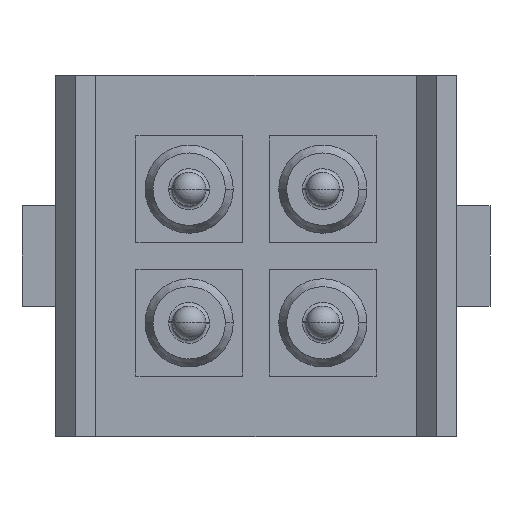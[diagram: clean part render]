
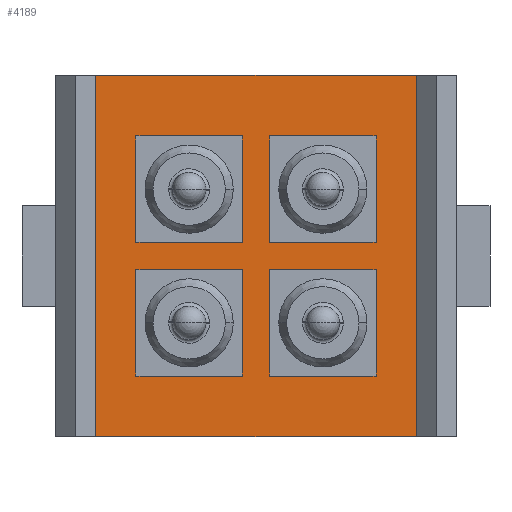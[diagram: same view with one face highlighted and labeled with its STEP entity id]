
A CAD part, front view. The second image highlights one B-rep face of the part: STEP entity #4189.
In plain terms, the highlighted planar face has unit normal (0, -1, 0).
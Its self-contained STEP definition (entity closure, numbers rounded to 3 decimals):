
#4189=ADVANCED_FACE('',(#8258,#8259,#8260,#8261,#8262),#8263,.T.);
#4479=EDGE_CURVE('',#8672,#8675,#8676,.T.);
#4499=EDGE_CURVE('',#8702,#8699,#8703,.T.);
#4507=EDGE_CURVE('',#8702,#8672,#8712,.T.);
#4509=EDGE_CURVE('',#8699,#8675,#8714,.T.);
#4511=EDGE_CURVE('',#8716,#8717,#8718,.T.);
#4513=EDGE_CURVE('',#8720,#8716,#8721,.T.);
#4515=EDGE_CURVE('',#8723,#8720,#8724,.T.);
#4517=EDGE_CURVE('',#8717,#8723,#8726,.T.);
#4519=EDGE_CURVE('',#8728,#8729,#8730,.T.);
#4521=EDGE_CURVE('',#8732,#8728,#8733,.T.);
#4523=EDGE_CURVE('',#8735,#8732,#8736,.T.);
#4525=EDGE_CURVE('',#8729,#8735,#8738,.T.);
#4527=EDGE_CURVE('',#8740,#8741,#8742,.T.);
#4529=EDGE_CURVE('',#8744,#8740,#8745,.T.);
#4531=EDGE_CURVE('',#8747,#8744,#8748,.T.);
#4533=EDGE_CURVE('',#8741,#8747,#8750,.T.);
#4535=EDGE_CURVE('',#8752,#8753,#8754,.T.);
#4537=EDGE_CURVE('',#8756,#8752,#8757,.T.);
#4539=EDGE_CURVE('',#8759,#8756,#8760,.T.);
#4541=EDGE_CURVE('',#8753,#8759,#8762,.T.);
#8258=FACE_OUTER_BOUND('',#20226,.T.);
#8259=FACE_BOUND('',#20227,.T.);
#8260=FACE_BOUND('',#20228,.T.);
#8261=FACE_BOUND('',#20229,.T.);
#8262=FACE_BOUND('',#20230,.T.);
#8263=PLANE('',#20231);
#8672=VERTEX_POINT('',#20823);
#8675=VERTEX_POINT('',#20828);
#8676=LINE('',#20829,#20830);
#8699=VERTEX_POINT('',#20870);
#8702=VERTEX_POINT('',#20875);
#8703=LINE('',#20876,#20877);
#8712=LINE('',#20893,#20894);
#8714=LINE('',#20897,#20898);
#8716=VERTEX_POINT('',#20901);
#8717=VERTEX_POINT('',#20902);
#8718=LINE('',#20903,#20904);
#8720=VERTEX_POINT('',#20907);
#8721=LINE('',#20908,#20909);
#8723=VERTEX_POINT('',#20912);
#8724=LINE('',#20913,#20914);
#8726=LINE('',#20917,#20918);
#8728=VERTEX_POINT('',#20921);
#8729=VERTEX_POINT('',#20922);
#8730=LINE('',#20923,#20924);
#8732=VERTEX_POINT('',#20927);
#8733=LINE('',#20928,#20929);
#8735=VERTEX_POINT('',#20932);
#8736=LINE('',#20933,#20934);
#8738=LINE('',#20937,#20938);
#8740=VERTEX_POINT('',#20941);
#8741=VERTEX_POINT('',#20942);
#8742=LINE('',#20943,#20944);
#8744=VERTEX_POINT('',#20947);
#8745=LINE('',#20948,#20949);
#8747=VERTEX_POINT('',#20952);
#8748=LINE('',#20953,#20954);
#8750=LINE('',#20957,#20958);
#8752=VERTEX_POINT('',#20961);
#8753=VERTEX_POINT('',#20962);
#8754=LINE('',#20963,#20964);
#8756=VERTEX_POINT('',#20967);
#8757=LINE('',#20968,#20969);
#8759=VERTEX_POINT('',#20972);
#8760=LINE('',#20973,#20974);
#8762=LINE('',#20977,#20978);
#20226=EDGE_LOOP('',(#25292,#25293,#25294,#25295));
#20227=EDGE_LOOP('',(#25296,#25297,#25298,#25299));
#20228=EDGE_LOOP('',(#25300,#25301,#25302,#25303));
#20229=EDGE_LOOP('',(#25304,#25305,#25306,#25307));
#20230=EDGE_LOOP('',(#25308,#25309,#25310,#25311));
#20231=AXIS2_PLACEMENT_3D('',#25312,#25313,#25314);
#20823=CARTESIAN_POINT('',(-2.4,-4.7,2.7));
#20828=CARTESIAN_POINT('',(2.4,-4.7,2.7));
#20829=CARTESIAN_POINT('',(-2.4,-4.7,2.7));
#20830=VECTOR('',#25822,4.8);
#20870=CARTESIAN_POINT('',(2.4,-4.7,-2.7));
#20875=CARTESIAN_POINT('',(-2.4,-4.7,-2.7));
#20876=CARTESIAN_POINT('',(-2.4,-4.7,-2.7));
#20877=VECTOR('',#25832,4.8);
#20893=CARTESIAN_POINT('',(-2.4,-4.7,-2.7));
#20894=VECTOR('',#25836,5.4);
#20897=CARTESIAN_POINT('',(2.4,-4.7,-2.7));
#20898=VECTOR('',#25837,5.4);
#20901=CARTESIAN_POINT('',(-1.795,-4.7,-1.795));
#20902=CARTESIAN_POINT('',(-0.205,-4.7,-1.795));
#20903=CARTESIAN_POINT('',(-1.795,-4.7,-1.795));
#20904=VECTOR('',#25838,1.59);
#20907=CARTESIAN_POINT('',(-1.795,-4.7,-0.205));
#20908=CARTESIAN_POINT('',(-1.795,-4.7,-0.205));
#20909=VECTOR('',#25839,1.59);
#20912=CARTESIAN_POINT('',(-0.205,-4.7,-0.205));
#20913=CARTESIAN_POINT('',(-0.205,-4.7,-0.205));
#20914=VECTOR('',#25840,1.59);
#20917=CARTESIAN_POINT('',(-0.205,-4.7,-1.795));
#20918=VECTOR('',#25841,1.59);
#20921=CARTESIAN_POINT('',(0.205,-4.7,-1.795));
#20922=CARTESIAN_POINT('',(1.795,-4.7,-1.795));
#20923=CARTESIAN_POINT('',(0.205,-4.7,-1.795));
#20924=VECTOR('',#25842,1.59);
#20927=CARTESIAN_POINT('',(0.205,-4.7,-0.205));
#20928=CARTESIAN_POINT('',(0.205,-4.7,-0.205));
#20929=VECTOR('',#25843,1.59);
#20932=CARTESIAN_POINT('',(1.795,-4.7,-0.205));
#20933=CARTESIAN_POINT('',(1.795,-4.7,-0.205));
#20934=VECTOR('',#25844,1.59);
#20937=CARTESIAN_POINT('',(1.795,-4.7,-1.795));
#20938=VECTOR('',#25845,1.59);
#20941=CARTESIAN_POINT('',(-1.795,-4.7,0.205));
#20942=CARTESIAN_POINT('',(-0.205,-4.7,0.205));
#20943=CARTESIAN_POINT('',(-1.795,-4.7,0.205));
#20944=VECTOR('',#25846,1.59);
#20947=CARTESIAN_POINT('',(-1.795,-4.7,1.795));
#20948=CARTESIAN_POINT('',(-1.795,-4.7,1.795));
#20949=VECTOR('',#25847,1.59);
#20952=CARTESIAN_POINT('',(-0.205,-4.7,1.795));
#20953=CARTESIAN_POINT('',(-0.205,-4.7,1.795));
#20954=VECTOR('',#25848,1.59);
#20957=CARTESIAN_POINT('',(-0.205,-4.7,0.205));
#20958=VECTOR('',#25849,1.59);
#20961=CARTESIAN_POINT('',(0.205,-4.7,0.205));
#20962=CARTESIAN_POINT('',(1.795,-4.7,0.205));
#20963=CARTESIAN_POINT('',(0.205,-4.7,0.205));
#20964=VECTOR('',#25850,1.59);
#20967=CARTESIAN_POINT('',(0.205,-4.7,1.795));
#20968=CARTESIAN_POINT('',(0.205,-4.7,1.795));
#20969=VECTOR('',#25851,1.59);
#20972=CARTESIAN_POINT('',(1.795,-4.7,1.795));
#20973=CARTESIAN_POINT('',(1.795,-4.7,1.795));
#20974=VECTOR('',#25852,1.59);
#20977=CARTESIAN_POINT('',(1.795,-4.7,0.205));
#20978=VECTOR('',#25853,1.59);
#25292=ORIENTED_EDGE('',*,*,#4509,.T.);
#25293=ORIENTED_EDGE('',*,*,#4479,.F.);
#25294=ORIENTED_EDGE('',*,*,#4507,.F.);
#25295=ORIENTED_EDGE('',*,*,#4499,.T.);
#25296=ORIENTED_EDGE('',*,*,#4511,.F.);
#25297=ORIENTED_EDGE('',*,*,#4513,.F.);
#25298=ORIENTED_EDGE('',*,*,#4515,.F.);
#25299=ORIENTED_EDGE('',*,*,#4517,.F.);
#25300=ORIENTED_EDGE('',*,*,#4519,.F.);
#25301=ORIENTED_EDGE('',*,*,#4521,.F.);
#25302=ORIENTED_EDGE('',*,*,#4523,.F.);
#25303=ORIENTED_EDGE('',*,*,#4525,.F.);
#25304=ORIENTED_EDGE('',*,*,#4527,.F.);
#25305=ORIENTED_EDGE('',*,*,#4529,.F.);
#25306=ORIENTED_EDGE('',*,*,#4531,.F.);
#25307=ORIENTED_EDGE('',*,*,#4533,.F.);
#25308=ORIENTED_EDGE('',*,*,#4535,.F.);
#25309=ORIENTED_EDGE('',*,*,#4537,.F.);
#25310=ORIENTED_EDGE('',*,*,#4539,.F.);
#25311=ORIENTED_EDGE('',*,*,#4541,.F.);
#25312=CARTESIAN_POINT('',(-2.4,-4.7,-2.7));
#25313=DIRECTION('',(0.0,-1.0,0.0));
#25314=DIRECTION('',(0.0,0.0,-1.0));
#25822=DIRECTION('',(1.0,0.0,0.0));
#25832=DIRECTION('',(1.0,0.0,0.0));
#25836=DIRECTION('',(0.0,0.0,1.0));
#25837=DIRECTION('',(0.0,0.0,1.0));
#25838=DIRECTION('',(1.0,0.0,0.0));
#25839=DIRECTION('',(0.0,0.0,-1.0));
#25840=DIRECTION('',(-1.0,0.0,0.0));
#25841=DIRECTION('',(0.0,0.0,1.0));
#25842=DIRECTION('',(1.0,0.0,0.0));
#25843=DIRECTION('',(0.0,0.0,-1.0));
#25844=DIRECTION('',(-1.0,0.0,0.0));
#25845=DIRECTION('',(0.0,0.0,1.0));
#25846=DIRECTION('',(1.0,0.0,0.0));
#25847=DIRECTION('',(0.0,0.0,-1.0));
#25848=DIRECTION('',(-1.0,0.0,0.0));
#25849=DIRECTION('',(0.0,0.0,1.0));
#25850=DIRECTION('',(1.0,0.0,0.0));
#25851=DIRECTION('',(0.0,0.0,-1.0));
#25852=DIRECTION('',(-1.0,0.0,0.0));
#25853=DIRECTION('',(0.0,0.0,1.0));
